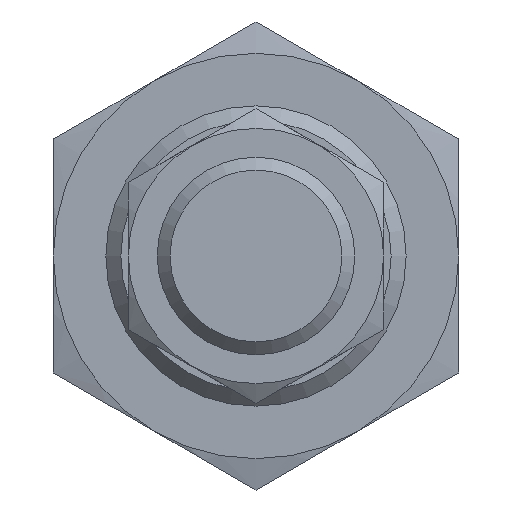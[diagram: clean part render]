
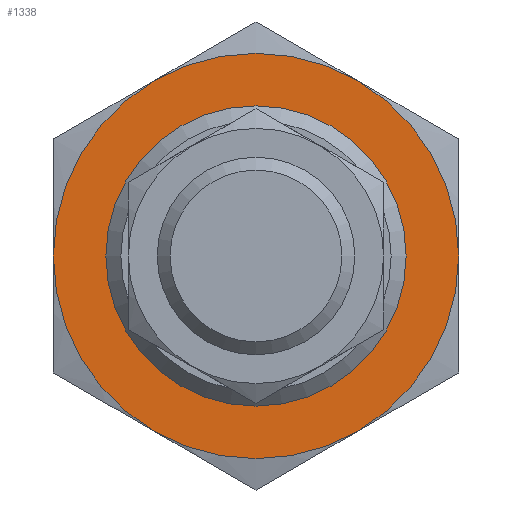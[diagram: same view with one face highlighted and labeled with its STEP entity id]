
A CAD part, front view. The second image highlights one B-rep face of the part: STEP entity #1338.
In plain terms, the highlighted planar face has unit normal (0, -1, 0).
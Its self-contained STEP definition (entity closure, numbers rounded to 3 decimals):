
#144=FACE_BOUND('',#464,.T.);
#168=CIRCLE('',#1462,13.5);
#169=CIRCLE('',#1463,13.5);
#170=CIRCLE('',#1464,13.5);
#171=CIRCLE('',#1465,13.5);
#172=CIRCLE('',#1466,13.5);
#173=CIRCLE('',#1467,13.5);
#174=CIRCLE('',#1468,10.);
#332=PLANE('',#1461);
#369=FACE_OUTER_BOUND('',#463,.T.);
#463=EDGE_LOOP('',(#936,#937,#938,#939,#940,#941));
#464=EDGE_LOOP('',(#942));
#584=VERTEX_POINT('',#3390);
#585=VERTEX_POINT('',#3391);
#586=VERTEX_POINT('',#3393);
#587=VERTEX_POINT('',#3395);
#588=VERTEX_POINT('',#3397);
#589=VERTEX_POINT('',#3399);
#590=VERTEX_POINT('',#3402);
#721=EDGE_CURVE('',#584,#585,#168,.T.);
#722=EDGE_CURVE('',#585,#586,#169,.T.);
#723=EDGE_CURVE('',#586,#587,#170,.T.);
#724=EDGE_CURVE('',#587,#588,#171,.T.);
#725=EDGE_CURVE('',#588,#589,#172,.T.);
#726=EDGE_CURVE('',#589,#584,#173,.T.);
#727=EDGE_CURVE('',#590,#590,#174,.T.);
#936=ORIENTED_EDGE('',*,*,#721,.T.);
#937=ORIENTED_EDGE('',*,*,#722,.T.);
#938=ORIENTED_EDGE('',*,*,#723,.T.);
#939=ORIENTED_EDGE('',*,*,#724,.T.);
#940=ORIENTED_EDGE('',*,*,#725,.T.);
#941=ORIENTED_EDGE('',*,*,#726,.T.);
#942=ORIENTED_EDGE('',*,*,#727,.F.);
#1338=ADVANCED_FACE('',(#369,#144),#332,.T.);
#1461=AXIS2_PLACEMENT_3D('',#3389,#1666,#1667);
#1462=AXIS2_PLACEMENT_3D('',#3392,#1668,#1669);
#1463=AXIS2_PLACEMENT_3D('',#3394,#1670,#1671);
#1464=AXIS2_PLACEMENT_3D('',#3396,#1672,#1673);
#1465=AXIS2_PLACEMENT_3D('',#3398,#1674,#1675);
#1466=AXIS2_PLACEMENT_3D('',#3400,#1676,#1677);
#1467=AXIS2_PLACEMENT_3D('',#3401,#1678,#1679);
#1468=AXIS2_PLACEMENT_3D('',#3403,#1680,#1681);
#1666=DIRECTION('center_axis',(0.,-1.,0.));
#1667=DIRECTION('ref_axis',(1.,0.,0.));
#1668=DIRECTION('center_axis',(0.,-1.,0.));
#1669=DIRECTION('ref_axis',(0.,0.,1.));
#1670=DIRECTION('center_axis',(0.,-1.,0.));
#1671=DIRECTION('ref_axis',(0.,0.,1.));
#1672=DIRECTION('center_axis',(0.,-1.,0.));
#1673=DIRECTION('ref_axis',(0.,0.,1.));
#1674=DIRECTION('center_axis',(0.,-1.,0.));
#1675=DIRECTION('ref_axis',(0.,0.,1.));
#1676=DIRECTION('center_axis',(0.,-1.,0.));
#1677=DIRECTION('ref_axis',(0.,0.,1.));
#1678=DIRECTION('center_axis',(0.,-1.,0.));
#1679=DIRECTION('ref_axis',(0.,0.,1.));
#1680=DIRECTION('center_axis',(0.,-1.,0.));
#1681=DIRECTION('ref_axis',(1.,0.,0.));
#3389=CARTESIAN_POINT('Origin',(-1.538,4.286,0.));
#3390=CARTESIAN_POINT('',(5.212,4.286,-11.691));
#3391=CARTESIAN_POINT('',(11.962,4.286,0.));
#3392=CARTESIAN_POINT('Origin',(-1.538,4.286,0.));
#3393=CARTESIAN_POINT('',(5.212,4.286,11.691));
#3394=CARTESIAN_POINT('Origin',(-1.538,4.286,0.));
#3395=CARTESIAN_POINT('',(-8.288,4.286,11.691));
#3396=CARTESIAN_POINT('Origin',(-1.538,4.286,0.));
#3397=CARTESIAN_POINT('',(-15.038,4.286,0.));
#3398=CARTESIAN_POINT('Origin',(-1.538,4.286,0.));
#3399=CARTESIAN_POINT('',(-8.288,4.286,-11.691));
#3400=CARTESIAN_POINT('Origin',(-1.538,4.286,0.));
#3401=CARTESIAN_POINT('Origin',(-1.538,4.286,0.));
#3402=CARTESIAN_POINT('',(-11.538,4.286,0.));
#3403=CARTESIAN_POINT('Origin',(-1.538,4.286,0.));
